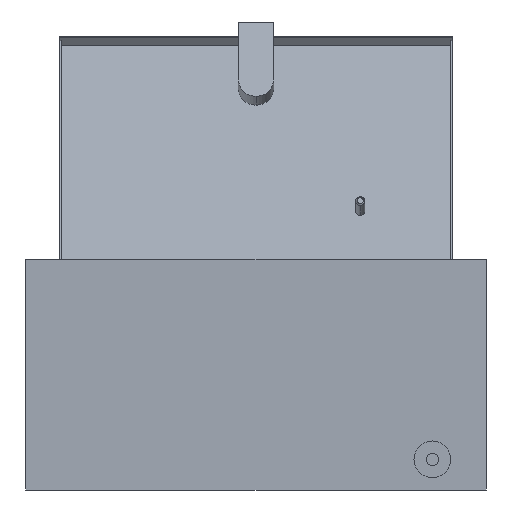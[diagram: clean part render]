
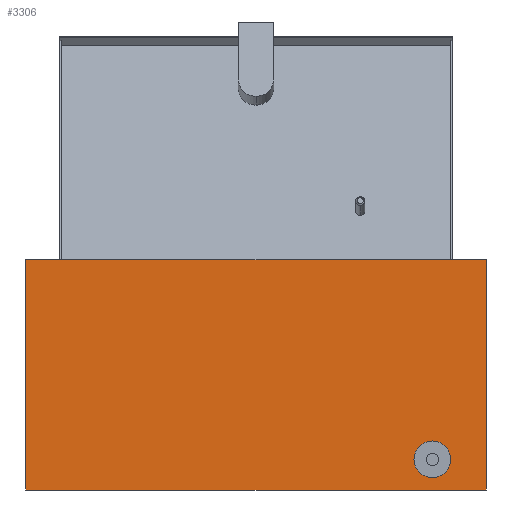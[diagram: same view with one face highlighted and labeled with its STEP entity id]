
A CAD part, left-side view. The second image highlights one B-rep face of the part: STEP entity #3306.
In plain terms, the highlighted planar face has unit normal (-1, 0, 0).
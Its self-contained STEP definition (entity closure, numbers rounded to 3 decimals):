
#92 = DIRECTION ( 'NONE',  ( 0., 0.5, 0.866 ) ) ;
#96 = VECTOR ( 'NONE', #1221, 1000. ) ;
#112 = CARTESIAN_POINT ( 'NONE',  ( -105., -150., -150. ) ) ;
#211 = CARTESIAN_POINT ( 'NONE',  ( -105., -111.247, -123.5 ) ) ;
#252 = EDGE_CURVE ( 'NONE', #1942, #1110, #1585, .T. ) ;
#253 = EDGE_CURVE ( 'NONE', #4447, #1942, #2265, .T. ) ;
#298 = ORIENTED_EDGE ( 'NONE', *, *, #252, .F. ) ;
#311 = VECTOR ( 'NONE', #4345, 1000. ) ;
#387 = FACE_BOUND ( 'NONE', #1707, .T. ) ;
#441 = VECTOR ( 'NONE', #1885, 1000. ) ;
#481 = VECTOR ( 'NONE', #805, 1000. ) ;
#508 = LINE ( 'NONE', #729, #1502 ) ;
#575 = CARTESIAN_POINT ( 'NONE',  ( -105., 150., -150. ) ) ;
#619 = DIRECTION ( 'NONE',  ( 0., -1., 0. ) ) ;
#633 = DIRECTION ( 'NONE',  ( 0., 0., 1. ) ) ;
#724 = ORIENTED_EDGE ( 'NONE', *, *, #2766, .F. ) ;
#729 = CARTESIAN_POINT ( 'NONE',  ( -105., -111.247, -136.5 ) ) ;
#769 = ORIENTED_EDGE ( 'NONE', *, *, #3880, .F. ) ;
#805 = DIRECTION ( 'NONE',  ( 0., 1., 0. ) ) ;
#839 = VECTOR ( 'NONE', #619, 1000. ) ;
#1065 = CARTESIAN_POINT ( 'NONE',  ( -105., 150., -150. ) ) ;
#1110 = VERTEX_POINT ( 'NONE', #211 ) ;
#1140 = VERTEX_POINT ( 'NONE', #2317 ) ;
#1221 = DIRECTION ( 'NONE',  ( 0., -0.5, 0.866 ) ) ;
#1228 = CARTESIAN_POINT ( 'NONE',  ( -105., -122.506, -130. ) ) ;
#1234 = VECTOR ( 'NONE', #1644, 1000. ) ;
#1245 = CARTESIAN_POINT ( 'NONE',  ( -105., -118.753, -123.5 ) ) ;
#1258 = VERTEX_POINT ( 'NONE', #3921 ) ;
#1419 = EDGE_CURVE ( 'NONE', #1258, #2371, #1629, .T. ) ;
#1502 = VECTOR ( 'NONE', #1807, 1000. ) ;
#1585 = LINE ( 'NONE', #2927, #481 ) ;
#1598 = EDGE_LOOP ( 'NONE', ( #4513, #2818, #724, #3031 ) ) ;
#1629 = LINE ( 'NONE', #112, #2630 ) ;
#1644 = DIRECTION ( 'NONE',  ( 0., -0.5, -0.866 ) ) ;
#1707 = EDGE_LOOP ( 'NONE', ( #769, #3404, #3435, #1786, #298, #1935 ) ) ;
#1775 = LINE ( 'NONE', #575, #839 ) ;
#1786 = ORIENTED_EDGE ( 'NONE', *, *, #4318, .F. ) ;
#1807 = DIRECTION ( 'NONE',  ( 0., -1., 0. ) ) ;
#1824 = VERTEX_POINT ( 'NONE', #3290 ) ;
#1844 = DIRECTION ( 'NONE',  ( 1., 0., 0. ) ) ;
#1868 = CARTESIAN_POINT ( 'NONE',  ( -105., -118.753, -136.5 ) ) ;
#1885 = DIRECTION ( 'NONE',  ( 0., -1., 0. ) ) ;
#1899 = EDGE_CURVE ( 'NONE', #1140, #1824, #4233, .T. ) ;
#1935 = ORIENTED_EDGE ( 'NONE', *, *, #253, .F. ) ;
#1942 = VERTEX_POINT ( 'NONE', #1245 ) ;
#1967 = CARTESIAN_POINT ( 'NONE',  ( -105., -107.494, -130. ) ) ;
#1996 = VECTOR ( 'NONE', #3678, 1000. ) ;
#2079 = VERTEX_POINT ( 'NONE', #2400 ) ;
#2226 = FACE_OUTER_BOUND ( 'NONE', #1598, .T. ) ;
#2265 = LINE ( 'NONE', #3976, #4029 ) ;
#2317 = CARTESIAN_POINT ( 'NONE',  ( -105., -107.494, -130. ) ) ;
#2371 = VERTEX_POINT ( 'NONE', #3332 ) ;
#2400 = CARTESIAN_POINT ( 'NONE',  ( -105., -118.753, -136.5 ) ) ;
#2466 = EDGE_CURVE ( 'NONE', #3756, #1258, #1775, .T. ) ;
#2540 = CARTESIAN_POINT ( 'NONE',  ( -105., 150., -150. ) ) ;
#2630 = VECTOR ( 'NONE', #633, 1000. ) ;
#2643 = EDGE_CURVE ( 'NONE', #1824, #2079, #508, .T. ) ;
#2766 = EDGE_CURVE ( 'NONE', #3756, #2811, #2943, .T. ) ;
#2770 = LINE ( 'NONE', #3567, #311 ) ;
#2811 = VERTEX_POINT ( 'NONE', #3056 ) ;
#2818 = ORIENTED_EDGE ( 'NONE', *, *, #3821, .F. ) ;
#2927 = CARTESIAN_POINT ( 'NONE',  ( -105., -118.753, -123.5 ) ) ;
#2943 = LINE ( 'NONE', #2540, #1996 ) ;
#2962 = PLANE ( 'NONE',  #3978 ) ;
#3031 = ORIENTED_EDGE ( 'NONE', *, *, #2466, .T. ) ;
#3056 = CARTESIAN_POINT ( 'NONE',  ( -105., 150., 0. ) ) ;
#3267 = LINE ( 'NONE', #1868, #96 ) ;
#3290 = CARTESIAN_POINT ( 'NONE',  ( -105., -111.247, -136.5 ) ) ;
#3306 = ADVANCED_FACE ( 'NONE', ( #387, #2226 ), #2962, .F. ) ;
#3332 = CARTESIAN_POINT ( 'NONE',  ( -105., -150., 0. ) ) ;
#3404 = ORIENTED_EDGE ( 'NONE', *, *, #2643, .F. ) ;
#3435 = ORIENTED_EDGE ( 'NONE', *, *, #1899, .F. ) ;
#3490 = LINE ( 'NONE', #4010, #441 ) ;
#3567 = CARTESIAN_POINT ( 'NONE',  ( -105., -111.247, -123.5 ) ) ;
#3678 = DIRECTION ( 'NONE',  ( 0., 0., 1. ) ) ;
#3756 = VERTEX_POINT ( 'NONE', #1065 ) ;
#3821 = EDGE_CURVE ( 'NONE', #2811, #2371, #3490, .T. ) ;
#3880 = EDGE_CURVE ( 'NONE', #2079, #4447, #3267, .T. ) ;
#3921 = CARTESIAN_POINT ( 'NONE',  ( -105., -150., -150. ) ) ;
#3976 = CARTESIAN_POINT ( 'NONE',  ( -105., -122.506, -130. ) ) ;
#3978 = AXIS2_PLACEMENT_3D ( 'NONE', #4327, #1844, #4344 ) ;
#4010 = CARTESIAN_POINT ( 'NONE',  ( -105., 150., 0. ) ) ;
#4029 = VECTOR ( 'NONE', #92, 1000. ) ;
#4233 = LINE ( 'NONE', #1967, #1234 ) ;
#4318 = EDGE_CURVE ( 'NONE', #1110, #1140, #2770, .T. ) ;
#4327 = CARTESIAN_POINT ( 'NONE',  ( -105., 150., -150. ) ) ;
#4344 = DIRECTION ( 'NONE',  ( 0., 0., -1. ) ) ;
#4345 = DIRECTION ( 'NONE',  ( 0., 0.5, -0.866 ) ) ;
#4447 = VERTEX_POINT ( 'NONE', #1228 ) ;
#4513 = ORIENTED_EDGE ( 'NONE', *, *, #1419, .T. ) ;
